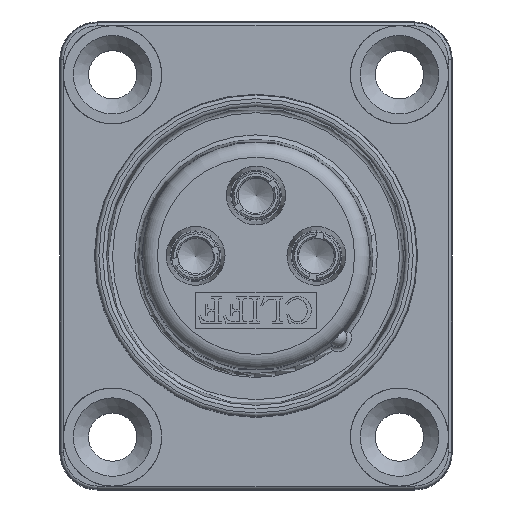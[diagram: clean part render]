
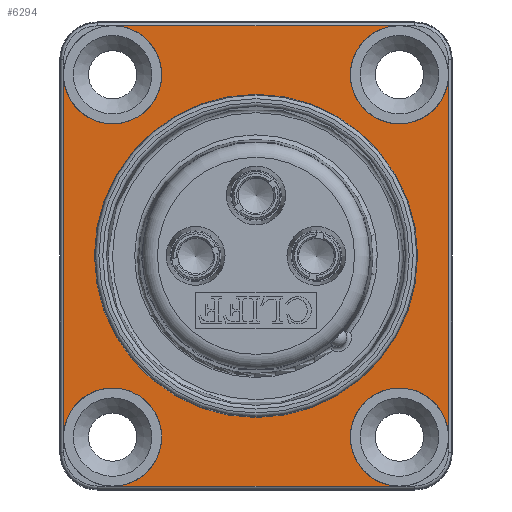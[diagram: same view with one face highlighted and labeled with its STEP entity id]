
A CAD part, top view. The second image highlights one B-rep face of the part: STEP entity #6294.
In plain terms, the highlighted planar face has unit normal (0, 0, 1).
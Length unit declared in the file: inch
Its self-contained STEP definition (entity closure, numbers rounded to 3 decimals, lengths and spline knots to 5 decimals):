
#282=FACE_BOUND('',#1200,.T.);
#508=PLANE('',#6762);
#833=FACE_OUTER_BOUND('',#1199,.T.);
#1199=EDGE_LOOP('',(#5516,#5517,#5518,#5519,#5520,#5521,#5522,#5523,#5524,
#5525));
#1200=EDGE_LOOP('',(#5526));
#1685=LINE('',#11148,#2190);
#1689=LINE('',#11159,#2194);
#1694=LINE('',#11187,#2199);
#1696=LINE('',#11196,#2201);
#2190=VECTOR('',#8057,0.3937);
#2194=VECTOR('',#8067,0.3937);
#2199=VECTOR('',#8106,0.3937);
#2201=VECTOR('',#8118,0.3937);
#2347=CIRCLE('',#6640,0.42126);
#2385=CIRCLE('',#6715,0.12795);
#2386=CIRCLE('',#6716,0.12795);
#2388=CIRCLE('',#6719,0.12795);
#2390=CIRCLE('',#6722,0.12795);
#2391=CIRCLE('',#6723,0.12795);
#2394=CIRCLE('',#6727,0.12795);
#2903=VERTEX_POINT('',#10920);
#2937=VERTEX_POINT('',#11049);
#2939=VERTEX_POINT('',#11057);
#2940=VERTEX_POINT('',#11060);
#2942=VERTEX_POINT('',#11071);
#2944=VERTEX_POINT('',#11079);
#2947=VERTEX_POINT('',#11094);
#2949=VERTEX_POINT('',#11102);
#2950=VERTEX_POINT('',#11105);
#2953=VERTEX_POINT('',#11117);
#2956=VERTEX_POINT('',#11132);
#3713=EDGE_CURVE('',#2903,#2903,#2347,.T.);
#3771=EDGE_CURVE('',#2939,#2937,#2385,.T.);
#3773=EDGE_CURVE('',#2940,#2939,#2386,.T.);
#3777=EDGE_CURVE('',#2944,#2942,#2388,.T.);
#3783=EDGE_CURVE('',#2949,#2947,#2390,.T.);
#3785=EDGE_CURVE('',#2950,#2949,#2391,.T.);
#3793=EDGE_CURVE('',#2953,#2956,#2394,.T.);
#3799=EDGE_CURVE('',#2950,#2937,#1685,.T.);
#3805=EDGE_CURVE('',#2953,#2947,#1689,.T.);
#3819=EDGE_CURVE('',#2940,#2942,#1694,.T.);
#3824=EDGE_CURVE('',#2944,#2956,#1696,.T.);
#5516=ORIENTED_EDGE('',*,*,#3773,.T.);
#5517=ORIENTED_EDGE('',*,*,#3771,.T.);
#5518=ORIENTED_EDGE('',*,*,#3799,.F.);
#5519=ORIENTED_EDGE('',*,*,#3785,.T.);
#5520=ORIENTED_EDGE('',*,*,#3783,.T.);
#5521=ORIENTED_EDGE('',*,*,#3805,.F.);
#5522=ORIENTED_EDGE('',*,*,#3793,.T.);
#5523=ORIENTED_EDGE('',*,*,#3824,.F.);
#5524=ORIENTED_EDGE('',*,*,#3777,.T.);
#5525=ORIENTED_EDGE('',*,*,#3819,.F.);
#5526=ORIENTED_EDGE('',*,*,#3713,.T.);
#6294=ADVANCED_FACE('',(#833,#282),#508,.T.);
#6640=AXIS2_PLACEMENT_3D('',#10922,#7849,#7850);
#6715=AXIS2_PLACEMENT_3D('',#11058,#8018,#8019);
#6716=AXIS2_PLACEMENT_3D('',#11061,#8021,#8022);
#6719=AXIS2_PLACEMENT_3D('',#11080,#8027,#8028);
#6722=AXIS2_PLACEMENT_3D('',#11103,#8034,#8035);
#6723=AXIS2_PLACEMENT_3D('',#11106,#8037,#8038);
#6727=AXIS2_PLACEMENT_3D('',#11137,#8046,#8047);
#6762=AXIS2_PLACEMENT_3D('',#11216,#8139,#8140);
#7849=DIRECTION('center_axis',(0.,0.,-1.));
#7850=DIRECTION('ref_axis',(-1.,0.,0.));
#8018=DIRECTION('center_axis',(0.,0.,-1.));
#8019=DIRECTION('ref_axis',(-1.,0.,0.));
#8021=DIRECTION('center_axis',(0.,0.,-1.));
#8022=DIRECTION('ref_axis',(-1.,0.,0.));
#8027=DIRECTION('center_axis',(0.,0.,-1.));
#8028=DIRECTION('ref_axis',(-1.,0.,0.));
#8034=DIRECTION('center_axis',(0.,0.,-1.));
#8035=DIRECTION('ref_axis',(-1.,0.,0.));
#8037=DIRECTION('center_axis',(0.,0.,-1.));
#8038=DIRECTION('ref_axis',(-1.,0.,0.));
#8046=DIRECTION('center_axis',(0.,0.,-1.));
#8047=DIRECTION('ref_axis',(-1.,0.,0.));
#8057=DIRECTION('',(0.,1.,0.));
#8067=DIRECTION('',(-1.,0.,0.));
#8106=DIRECTION('',(1.,0.,0.));
#8118=DIRECTION('',(0.,-1.,0.));
#8139=DIRECTION('center_axis',(0.,0.,1.));
#8140=DIRECTION('ref_axis',(1.,0.,0.));
#10920=CARTESIAN_POINT('',(0.42126,0.,0.1063));
#10922=CARTESIAN_POINT('Origin',(0.,0.,0.1063));
#11049=CARTESIAN_POINT('',(-0.50167,0.46366,0.1063));
#11057=CARTESIAN_POINT('',(-0.24606,0.47244,0.1063));
#11058=CARTESIAN_POINT('Origin',(-0.37402,0.47244,0.1063));
#11060=CARTESIAN_POINT('',(-0.36523,0.60009,0.1063));
#11061=CARTESIAN_POINT('Origin',(-0.37402,0.47244,0.1063));
#11071=CARTESIAN_POINT('',(0.36523,0.60009,0.1063));
#11079=CARTESIAN_POINT('',(0.50167,0.46366,0.1063));
#11080=CARTESIAN_POINT('Origin',(0.37402,0.47244,0.1063));
#11094=CARTESIAN_POINT('',(-0.36523,-0.60009,0.1063));
#11102=CARTESIAN_POINT('',(-0.24606,-0.47244,0.1063));
#11103=CARTESIAN_POINT('Origin',(-0.37402,-0.47244,0.1063));
#11105=CARTESIAN_POINT('',(-0.50167,-0.46366,0.1063));
#11106=CARTESIAN_POINT('Origin',(-0.37402,-0.47244,0.1063));
#11117=CARTESIAN_POINT('',(0.36523,-0.60009,0.1063));
#11132=CARTESIAN_POINT('',(0.50167,-0.46366,0.1063));
#11137=CARTESIAN_POINT('Origin',(0.37402,-0.47244,0.1063));
#11148=CARTESIAN_POINT('',(-0.50167,-0.25591,0.1063));
#11159=CARTESIAN_POINT('',(0.20669,-0.60009,0.1063));
#11187=CARTESIAN_POINT('',(-0.20669,0.60009,0.1063));
#11196=CARTESIAN_POINT('',(0.50167,0.25591,0.1063));
#11216=CARTESIAN_POINT('Origin',(0.,0.,0.1063));
